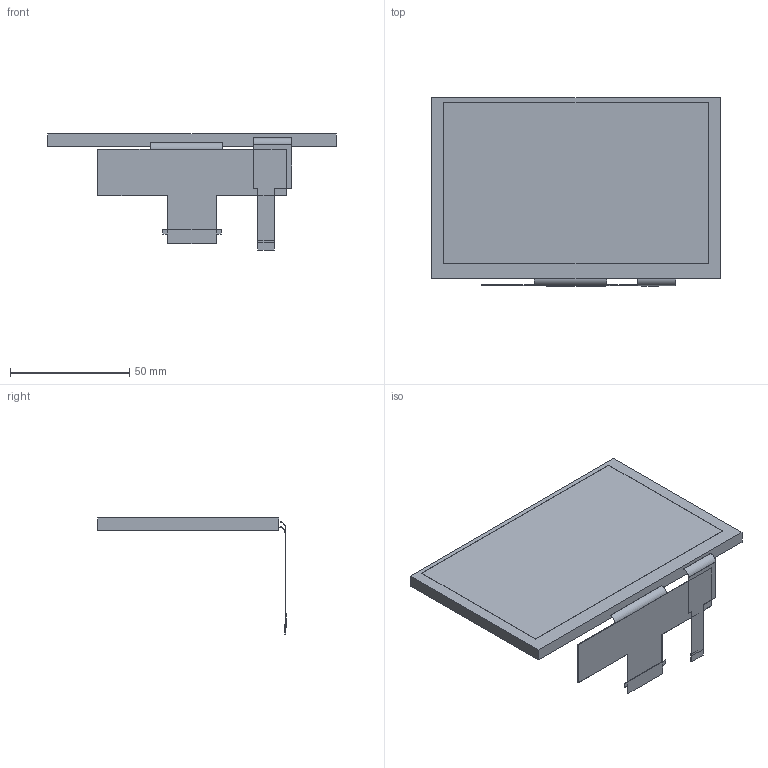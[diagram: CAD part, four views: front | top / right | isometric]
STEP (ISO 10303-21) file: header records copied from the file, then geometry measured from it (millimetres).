
FILE_DESCRIPTION(/* description */ ('STEP AP242','CAx-IF Rec.Pracs.---Representation and Presentation of Product Manufacturing Information (PMI)---4.0---2014-10-13','CAx-IF Rec.Pracs.---3D Tessellated Geometry---0.4---2014-09-14','2;1'),/* implementation_level */ '2;1');
FILE_NAME(/* name */ '665a8fe1b67f397aae98402d',/* time_stamp */ '2024-06-01T03:05:05Z',/* author */ (''),/* organization */ (''),/* preprocessor_version */ 'ST-DEVELOPER v20',/* originating_system */ ' ',/* authorisation */ ' ');
FILE_SCHEMA (('AP242_MANAGED_MODEL_BASED_3D_ENGINEERING_MIM_LF { 1 0 10303 442 1 1 4 }'));
Length unit declared in the file: metre
Products named in the file (1): AFY800480B1-5.0N12NTM-C-DOWN-CONN
Bounding box: 120.7 x 78.87 x 48.56 mm (x, y, z)
Volume: 46486.7 mm3; surface area: 25189.5 mm2
Topology: 1 solids, 1 shells, 53 faces, 140 edges, 90 vertices
Faces by surface type: plane 49, cylinder 4
Entity records: 1918 total; most frequent: CARTESIAN_POINT 284, ORIENTED_EDGE 280, DIRECTION 256, EDGE_CURVE 140, LINE 132, VECTOR 132, VERTEX_POINT 90, AXIS2_PLACEMENT_3D 62
